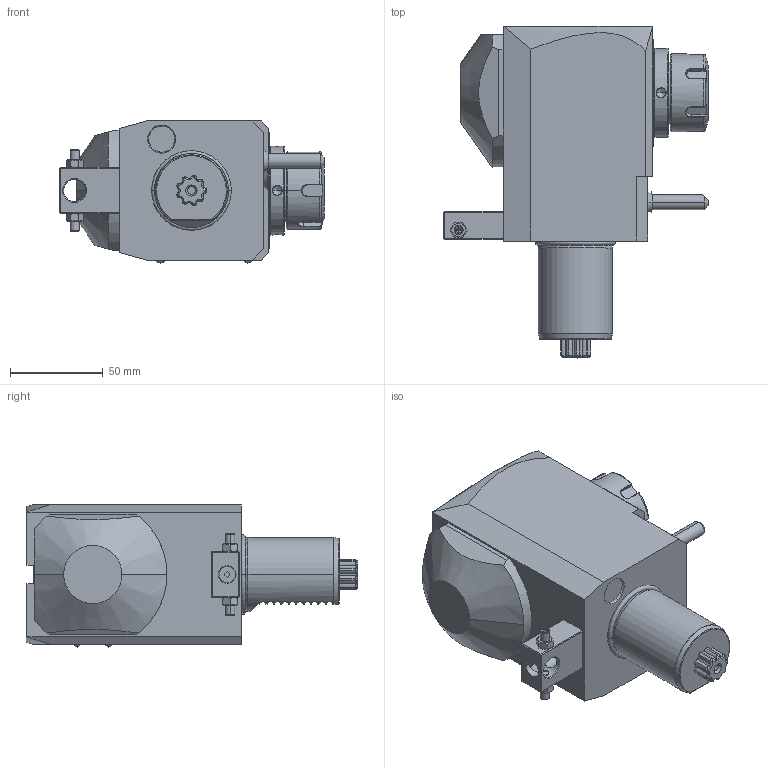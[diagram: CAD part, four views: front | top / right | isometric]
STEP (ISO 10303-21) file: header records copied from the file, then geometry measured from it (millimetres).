
FILE_DESCRIPTION((''),'2;1');
FILE_NAME('NGT1_40_211_25_2_1_80','2017-03-10T',('vali'),('NOVA GRUP'),'PRO/ENGINEER BY PARAMETRIC TECHNOLOGY CORPORATION, 2010280','PRO/ENGINEER BY PARAMETRIC TECHNOLOGY CORPORATION, 2010280','');
FILE_SCHEMA(('CONFIG_CONTROL_DESIGN'));
Length unit declared in the file: millimetre
Products named in the file (1): NGT1_40_211_25_2_1_80
Bounding box: 142.6 x 179 x 76.6 mm (x, y, z)
Volume: 864486.8 mm3; surface area: 69566.8 mm2
Topology: 1 solids, 1 shells, 480 faces, 1221 edges, 754 vertices
Faces by surface type: plane 190, cylinder 124, cone 92, bspline 54, torus 12, sphere 6, extrusion 2
Entity records: 20598 total; most frequent: CARTESIAN_POINT 9765, ORIENTED_EDGE 2410, DIRECTION 1957, EDGE_CURVE 1205, VERTEX_POINT 754, AXIS2_PLACEMENT_3D 689, VECTOR 579, LINE 577
